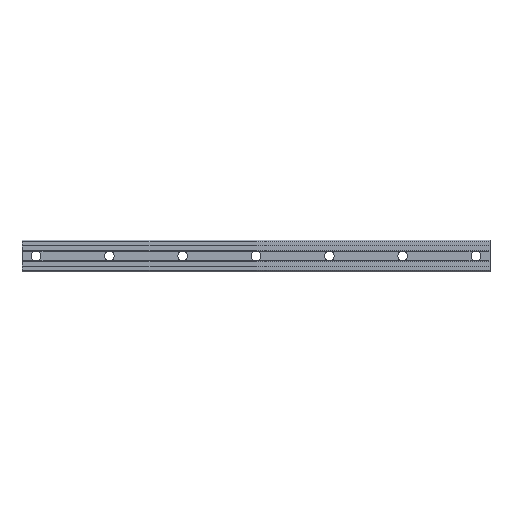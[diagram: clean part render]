
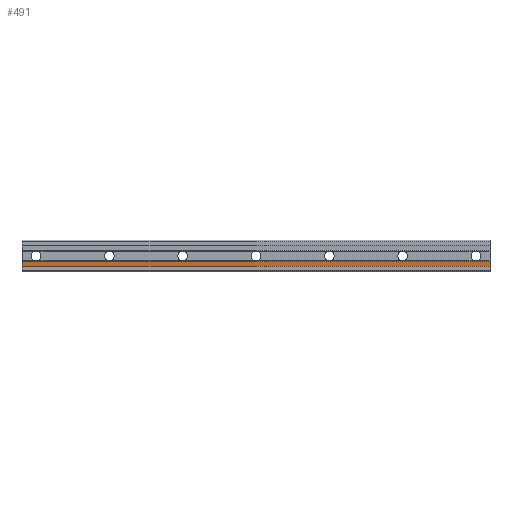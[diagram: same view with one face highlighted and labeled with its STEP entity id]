
A CAD part, front view. The second image highlights one B-rep face of the part: STEP entity #491.
In plain terms, the highlighted planar face has unit normal (0, -1, 0).
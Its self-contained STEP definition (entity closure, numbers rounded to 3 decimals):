
#83 = LINE ( 'NONE', #2464, #1515 ) ;
#273 = EDGE_CURVE ( 'NONE', #2029, #699, #575, .T. ) ;
#377 = DIRECTION ( 'NONE',  ( 0., 0., -1. ) ) ;
#395 = ORIENTED_EDGE ( 'NONE', *, *, #2129, .F. ) ;
#417 = FACE_OUTER_BOUND ( 'NONE', #1125, .T. ) ;
#433 = VERTEX_POINT ( 'NONE', #1080 ) ;
#457 = DIRECTION ( 'NONE',  ( 0., 1., 0. ) ) ;
#474 = PLANE ( 'NONE',  #1687 ) ;
#491 = ADVANCED_FACE ( 'NONE', ( #417 ), #474, .F. ) ;
#575 = LINE ( 'NONE', #801, #740 ) ;
#587 = DIRECTION ( 'NONE',  ( 0., 0., -1. ) ) ;
#643 = CARTESIAN_POINT ( 'NONE',  ( 650., 0.5, 22.211 ) ) ;
#664 = EDGE_CURVE ( 'NONE', #2029, #2385, #2474, .T. ) ;
#699 = VERTEX_POINT ( 'NONE', #1799 ) ;
#740 = VECTOR ( 'NONE', #377, 1000. ) ;
#751 = CARTESIAN_POINT ( 'NONE',  ( -20., 0.5, -7.5 ) ) ;
#775 = VECTOR ( 'NONE', #587, 1000. ) ;
#801 = CARTESIAN_POINT ( 'NONE',  ( -20., 0.5, 22.211 ) ) ;
#822 = VECTOR ( 'NONE', #2505, 1000. ) ;
#941 = ORIENTED_EDGE ( 'NONE', *, *, #273, .T. ) ;
#1066 = CARTESIAN_POINT ( 'NONE',  ( 650., 0.5, -7.5 ) ) ;
#1080 = CARTESIAN_POINT ( 'NONE',  ( 650., 0.5, -14.5 ) ) ;
#1125 = EDGE_LOOP ( 'NONE', ( #1992, #395, #2088, #941 ) ) ;
#1196 = DIRECTION ( 'NONE',  ( -1., 0., 0. ) ) ;
#1262 = DIRECTION ( 'NONE',  ( 0., 0., 1. ) ) ;
#1481 = LINE ( 'NONE', #643, #775 ) ;
#1515 = VECTOR ( 'NONE', #1196, 1000. ) ;
#1687 = AXIS2_PLACEMENT_3D ( 'NONE', #1066, #457, #1262 ) ;
#1789 = CARTESIAN_POINT ( 'NONE',  ( 650., 0.5, -7.5 ) ) ;
#1799 = CARTESIAN_POINT ( 'NONE',  ( -20., 0.5, -14.5 ) ) ;
#1992 = ORIENTED_EDGE ( 'NONE', *, *, #2375, .F. ) ;
#2029 = VERTEX_POINT ( 'NONE', #751 ) ;
#2088 = ORIENTED_EDGE ( 'NONE', *, *, #664, .F. ) ;
#2129 = EDGE_CURVE ( 'NONE', #2385, #433, #1481, .T. ) ;
#2282 = CARTESIAN_POINT ( 'NONE',  ( 650., 0.5, -7.5 ) ) ;
#2375 = EDGE_CURVE ( 'NONE', #433, #699, #83, .T. ) ;
#2385 = VERTEX_POINT ( 'NONE', #1789 ) ;
#2464 = CARTESIAN_POINT ( 'NONE',  ( 650., 0.5, -14.5 ) ) ;
#2474 = LINE ( 'NONE', #2282, #822 ) ;
#2505 = DIRECTION ( 'NONE',  ( 1., 0., 0. ) ) ;
